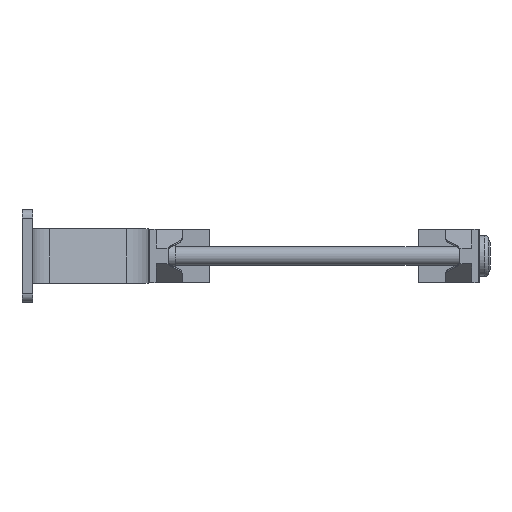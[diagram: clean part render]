
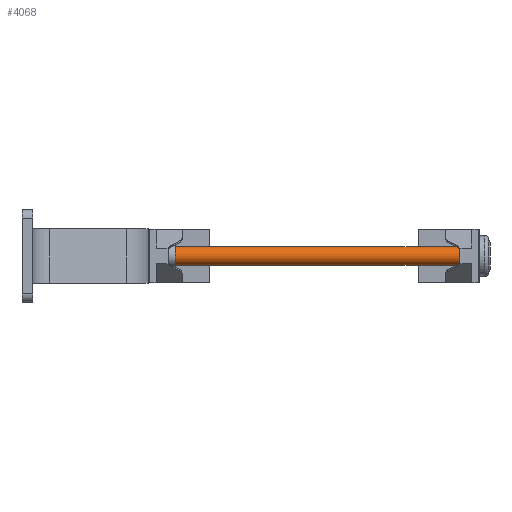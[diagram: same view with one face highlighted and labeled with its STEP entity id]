
A CAD part, front view. The second image highlights one B-rep face of the part: STEP entity #4068.
In plain terms, the highlighted cylindrical face has radius 1.7 mm (diameter 3.4 mm), a full revolution.
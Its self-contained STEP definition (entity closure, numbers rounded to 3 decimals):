
#155=CYLINDRICAL_SURFACE('',#4346,1.7);
#243=CIRCLE('',#4337,1.7);
#247=CIRCLE('',#4345,1.7);
#622=ORIENTED_EDGE('',*,*,#1490,.F.);
#623=ORIENTED_EDGE('',*,*,#1494,.T.);
#1490=EDGE_CURVE('',#1957,#1957,#243,.T.);
#1494=EDGE_CURVE('',#1961,#1961,#247,.T.);
#1957=VERTEX_POINT('',#6046);
#1961=VERTEX_POINT('',#6058);
#2896=EDGE_LOOP('',(#622));
#2897=EDGE_LOOP('',(#623));
#3152=FACE_BOUND('',#2896,.T.);
#3153=FACE_BOUND('',#2897,.T.);
#4068=ADVANCED_FACE('',(#3152,#3153),#155,.T.);
#4337=AXIS2_PLACEMENT_3D('',#6045,#4886,#4887);
#4345=AXIS2_PLACEMENT_3D('',#6057,#4902,#4903);
#4346=AXIS2_PLACEMENT_3D('',#6059,#4904,#4905);
#4886=DIRECTION('',(1.,0.,0.));
#4887=DIRECTION('',(0.,0.,-1.));
#4902=DIRECTION('',(1.,0.,0.));
#4903=DIRECTION('',(0.,0.,-1.));
#4904=DIRECTION('',(1.,0.,0.));
#4905=DIRECTION('',(0.,0.,-1.));
#6045=CARTESIAN_POINT('',(5.1,-22.925,0.));
#6046=CARTESIAN_POINT('',(5.1,-22.925,-1.7));
#6057=CARTESIAN_POINT('',(-49.9,-22.925,0.));
#6058=CARTESIAN_POINT('',(-49.9,-22.925,-1.7));
#6059=CARTESIAN_POINT('',(6.6,-22.925,0.));
